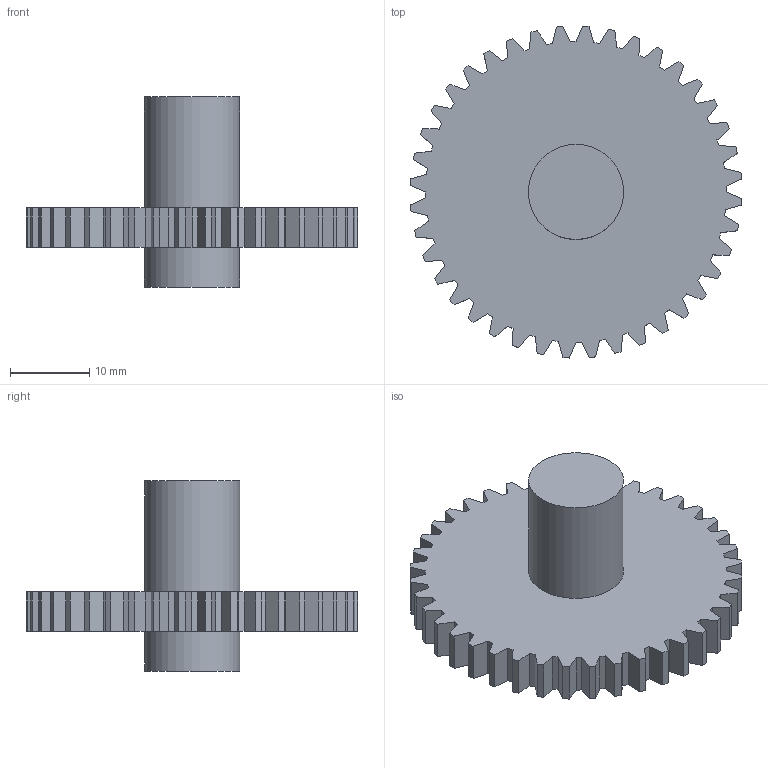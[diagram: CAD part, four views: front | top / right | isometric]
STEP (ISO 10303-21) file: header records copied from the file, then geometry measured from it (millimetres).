
FILE_DESCRIPTION(('STEP AP242'), '1');
FILE_NAME('40z', '', ('UNSPECIFIED'), ('UNSPECIFIED'), 'C3D Converter', 'C3D Toolkit', '');
FILE_SCHEMA(('AP242_MANAGED_MODEL_BASED_3D_ENGINEERING_MIM_LF { 1 0 10303 442 1 1 4 }'));
Length unit declared in the file: millimetre
Bounding box: 41.87 x 41.87 x 24 mm (x, y, z)
Volume: 8406.2 mm3; surface area: 4379.3 mm2
Topology: 1 solids, 1 shells, 166 faces, 486 edges, 324 vertices
Faces by surface type: plane 164, cylinder 2
Full cylindrical faces by diameter (mm): 12 x2
Entity records: 5424 total; most frequent: CARTESIAN_POINT 975, ORIENTED_EDGE 968, DIRECTION 822, EDGE_CURVE 484, LINE 480, VECTOR 480, VERTEX_POINT 324, AXIS2_PLACEMENT_3D 171
